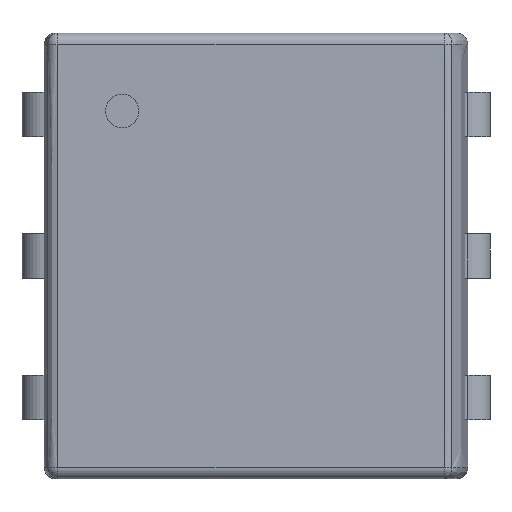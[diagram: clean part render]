
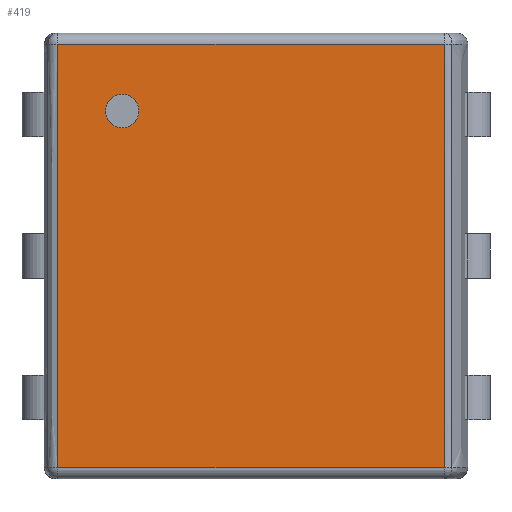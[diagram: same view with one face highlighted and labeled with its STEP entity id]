
A CAD part, top view. The second image highlights one B-rep face of the part: STEP entity #419.
In plain terms, the highlighted planar face has unit normal (0, 0, 1).
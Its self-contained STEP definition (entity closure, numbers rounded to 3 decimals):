
#316 = VERTEX_POINT ( 'NONE', #2445 ) ;
#335 = VERTEX_POINT ( 'NONE', #2704 ) ;
#367 = VERTEX_POINT ( 'NONE', #2864 ) ;
#371 = EDGE_CURVE ( 'NONE', #544, #543, #2897, .T. ) ;
#395 = VERTEX_POINT ( 'NONE', #3476 ) ;
#410 = EDGE_CURVE ( 'NONE', #316, #335, #3636, .T. ) ;
#419 = ADVANCED_FACE ( 'NONE', ( #3691, #3686 ), #3719, .T. ) ;
#420 = EDGE_LOOP ( 'NONE', ( #421, #422, #773, #771 ) ) ;
#421 = ORIENTED_EDGE ( 'NONE', *, *, #429, .T. ) ;
#422 = ORIENTED_EDGE ( 'NONE', *, *, #435, .T. ) ;
#429 = EDGE_CURVE ( 'NONE', #335, #395, #3740, .T. ) ;
#435 = EDGE_CURVE ( 'NONE', #395, #367, #3834, .T. ) ;
#438 = EDGE_CURVE ( 'NONE', #367, #316, #3830, .T. ) ;
#542 = EDGE_CURVE ( 'NONE', #543, #544, #4691, .T. ) ;
#543 = VERTEX_POINT ( 'NONE', #4682 ) ;
#544 = VERTEX_POINT ( 'NONE', #4681 ) ;
#771 = ORIENTED_EDGE ( 'NONE', *, *, #410, .T. ) ;
#773 = ORIENTED_EDGE ( 'NONE', *, *, #438, .T. ) ;
#774 = ORIENTED_EDGE ( 'NONE', *, *, #542, .T. ) ;
#777 = ORIENTED_EDGE ( 'NONE', *, *, #371, .T. ) ;
#846 = EDGE_LOOP ( 'NONE', ( #777, #774 ) ) ;
#2445 = CARTESIAN_POINT ( 'NONE',  ( 0.12, -0.1, 1.4 ) ) ;
#2704 = CARTESIAN_POINT ( 'NONE',  ( 0.12, -3.9, 1.4 ) ) ;
#2864 = CARTESIAN_POINT ( 'NONE',  ( 3.591, -0.1, 1.4 ) ) ;
#2893 = DIRECTION ( 'NONE',  ( -1., 0., 0. ) ) ;
#2894 = DIRECTION ( 'NONE',  ( 0., 0., -1. ) ) ;
#2895 = CARTESIAN_POINT ( 'NONE',  ( 0.7, -0.7, 1.4 ) ) ;
#2896 = AXIS2_PLACEMENT_3D ( 'NONE', #2895, #2894, #2893 ) ;
#2897 = CIRCLE ( 'NONE', #2896, 0.15 ) ;
#3476 = CARTESIAN_POINT ( 'NONE',  ( 3.591, -3.9, 1.4 ) ) ;
#3632 = DIRECTION ( 'NONE',  ( 0., -1., 0. ) ) ;
#3633 = VECTOR ( 'NONE', #3632, 1000. ) ;
#3634 = CARTESIAN_POINT ( 'NONE',  ( 0.12, -2., 1.4 ) ) ;
#3636 = LINE ( 'NONE', #3634, #3633 ) ;
#3686 = FACE_BOUND ( 'NONE', #846, .T. ) ;
#3691 = FACE_OUTER_BOUND ( 'NONE', #420, .T. ) ;
#3713 = DIRECTION ( 'NONE',  ( 1., 0., 0. ) ) ;
#3714 = DIRECTION ( 'NONE',  ( 0., 0., 1. ) ) ;
#3715 = CARTESIAN_POINT ( 'NONE',  ( 1.9, -2., 1.4 ) ) ;
#3716 = AXIS2_PLACEMENT_3D ( 'NONE', #3715, #3714, #3713 ) ;
#3719 = PLANE ( 'NONE',  #3716 ) ;
#3737 = DIRECTION ( 'NONE',  ( 1., 0., 0. ) ) ;
#3738 = VECTOR ( 'NONE', #3737, 1000. ) ;
#3739 = CARTESIAN_POINT ( 'NONE',  ( 1.9, -3.9, 1.4 ) ) ;
#3740 = LINE ( 'NONE', #3739, #3738 ) ;
#3827 = DIRECTION ( 'NONE',  ( -1., 0., 0. ) ) ;
#3828 = VECTOR ( 'NONE', #3827, 1000. ) ;
#3829 = CARTESIAN_POINT ( 'NONE',  ( 1.9, -0.1, 1.4 ) ) ;
#3830 = LINE ( 'NONE', #3829, #3828 ) ;
#3831 = DIRECTION ( 'NONE',  ( 0., 1., 0. ) ) ;
#3832 = VECTOR ( 'NONE', #3831, 1000. ) ;
#3833 = CARTESIAN_POINT ( 'NONE',  ( 3.591, -2., 1.4 ) ) ;
#3834 = LINE ( 'NONE', #3833, #3832 ) ;
#4681 = CARTESIAN_POINT ( 'NONE',  ( 0.55, -0.7, 1.4 ) ) ;
#4682 = CARTESIAN_POINT ( 'NONE',  ( 0.85, -0.7, 1.4 ) ) ;
#4683 = DIRECTION ( 'NONE',  ( -1., 0., 0. ) ) ;
#4684 = DIRECTION ( 'NONE',  ( 0., 0., -1. ) ) ;
#4685 = CARTESIAN_POINT ( 'NONE',  ( 0.7, -0.7, 1.4 ) ) ;
#4686 = AXIS2_PLACEMENT_3D ( 'NONE', #4685, #4684, #4683 ) ;
#4691 = CIRCLE ( 'NONE', #4686, 0.15 ) ;
